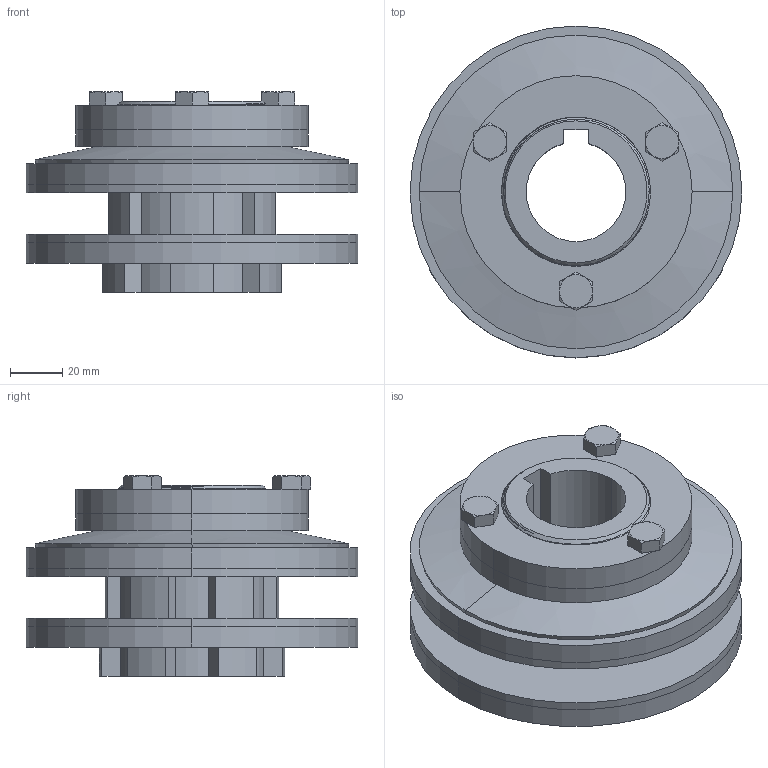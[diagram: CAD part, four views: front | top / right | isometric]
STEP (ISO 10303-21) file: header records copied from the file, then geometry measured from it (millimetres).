
FILE_DESCRIPTION (( 'STEP AP203' ), '1' );
FILE_NAME ('6524K157.step', '2014-08-01T20:43:20', ( 't2jrg' ), ( '' ), 'SwSTEP 2.0', 'SolidWorks 2010', '' );
FILE_SCHEMA (( 'CONFIG_CONTROL_DESIGN' ));
Length unit declared in the file: inch
Products named in the file (1): 6524K157
Bounding box: 127 x 127 x 76.77 mm (x, y, z)
Volume: 404754.8 mm3; surface area: 163068 mm2
Topology: 11 solids, 11 shells, 255 faces, 642 edges, 413 vertices
Faces by surface type: cylinder 113, plane 95, cone 44, bspline 3
Entity records: 11094 total; most frequent: CARTESIAN_POINT 5046, ORIENTED_EDGE 1284, DIRECTION 1215, EDGE_CURVE 642, AXIS2_PLACEMENT_3D 451, VERTEX_POINT 413, VECTOR 313, LINE 313
